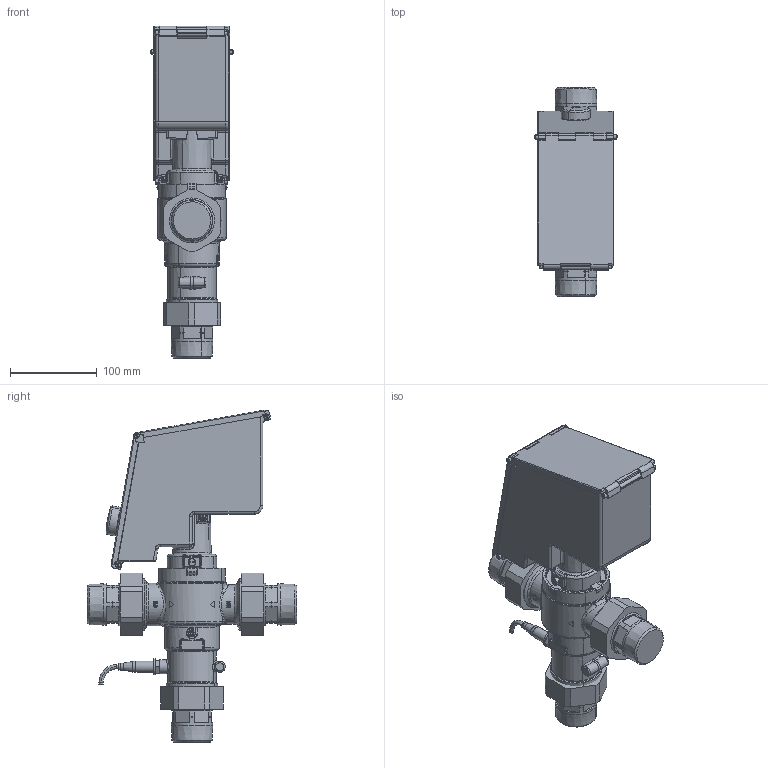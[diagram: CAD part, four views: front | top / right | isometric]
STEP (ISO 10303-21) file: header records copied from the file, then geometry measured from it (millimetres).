
FILE_DESCRIPTION(('CATIA V5 STEP Exchange'),'2;1');
FILE_NAME('STEP_600085_-_TST.stp','2017-11-23T08:32:49+00:00',('none'),('none'),'CATIA Version 5-6 Release 2016 SP4','CATIA V5 STEP AP203','none');
FILE_SCHEMA(('CONFIG_CONTROL_DESIGN'));
Products named in the file (1): 600085_est_allcatpart_sw0001
Bounding box: 95.47 x 242 x 383.68 mm (x, y, z)
Surface area: 268560 mm2 (no closed solid volume)
Topology: 0 solids, 68 shells, 1247 faces, 3687 edges, 2394 vertices
Faces by surface type: cylinder 358, bspline 336, plane 306, cone 107, torus 94, sphere 46
Entity records: 59215 total; most frequent: CARTESIAN_POINT 32456, ORIENTED_EDGE 6061, DIRECTION 3873, EDGE_CURVE 3648, VERTEX_POINT 2394, AXIS2_PLACEMENT_3D 1638, VECTOR 1324, LINE 1324
